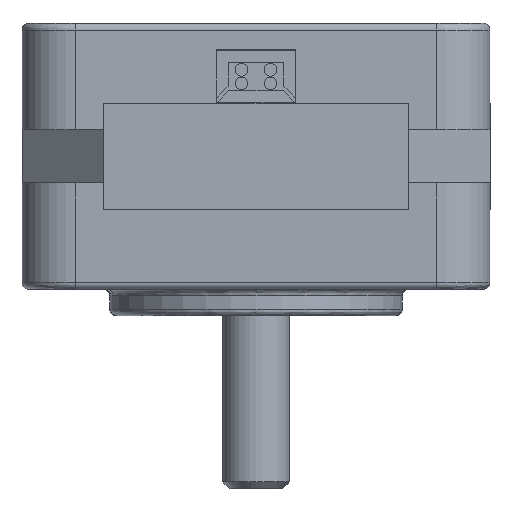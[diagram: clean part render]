
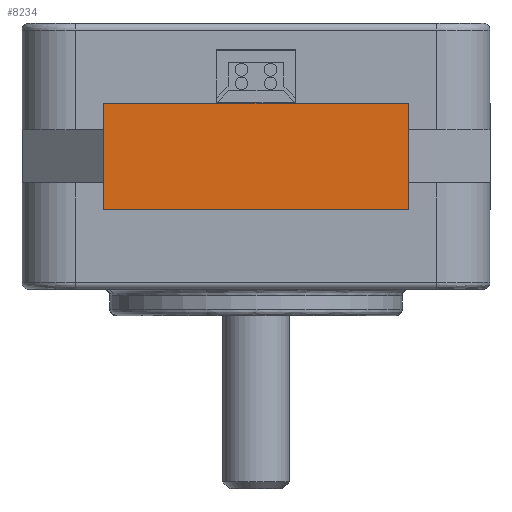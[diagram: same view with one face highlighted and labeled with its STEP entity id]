
A CAD part, front view. The second image highlights one B-rep face of the part: STEP entity #8234.
In plain terms, the highlighted planar face has unit normal (0, -1, 0).
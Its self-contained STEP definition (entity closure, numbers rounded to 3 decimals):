
#110 = EDGE_CURVE ( 'NONE', #10961, #3129, #8102, .T. ) ;
#163 = CARTESIAN_POINT ( 'NONE',  ( -11.441, -17.61, 14. ) ) ;
#1450 = CARTESIAN_POINT ( 'NONE',  ( 11.441, -17.61, 6. ) ) ;
#1835 = LINE ( 'NONE', #10193, #6370 ) ;
#1956 = VERTEX_POINT ( 'NONE', #3025 ) ;
#2143 = EDGE_CURVE ( 'NONE', #10961, #1956, #4466, .T. ) ;
#2615 = DIRECTION ( 'NONE',  ( 0., 0., 1. ) ) ;
#2818 = PLANE ( 'NONE',  #8163 ) ;
#2921 = CARTESIAN_POINT ( 'NONE',  ( 0., -17.61, 6. ) ) ;
#2938 = DIRECTION ( 'NONE',  ( -1., 0., 0. ) ) ;
#3025 = CARTESIAN_POINT ( 'NONE',  ( 11.441, -17.61, 14. ) ) ;
#3129 = VERTEX_POINT ( 'NONE', #9608 ) ;
#3801 = CARTESIAN_POINT ( 'NONE',  ( 0., -17.61, 11. ) ) ;
#3915 = ORIENTED_EDGE ( 'NONE', *, *, #9372, .T. ) ;
#4466 = LINE ( 'NONE', #5340, #8590 ) ;
#4536 = FACE_OUTER_BOUND ( 'NONE', #8243, .T. ) ;
#4752 = DIRECTION ( 'NONE',  ( -1., 0., 0. ) ) ;
#4766 = ORIENTED_EDGE ( 'NONE', *, *, #2143, .T. ) ;
#5238 = ORIENTED_EDGE ( 'NONE', *, *, #6900, .F. ) ;
#5340 = CARTESIAN_POINT ( 'NONE',  ( 11.441, -17.61, 11. ) ) ;
#6370 = VECTOR ( 'NONE', #6804, 1000. ) ;
#6435 = VECTOR ( 'NONE', #7355, 1000. ) ;
#6592 = VERTEX_POINT ( 'NONE', #163 ) ;
#6804 = DIRECTION ( 'NONE',  ( 0., 0., 1. ) ) ;
#6900 = EDGE_CURVE ( 'NONE', #3129, #6592, #1835, .T. ) ;
#7355 = DIRECTION ( 'NONE',  ( -1., 0., 0. ) ) ;
#7596 = ORIENTED_EDGE ( 'NONE', *, *, #110, .F. ) ;
#7832 = VECTOR ( 'NONE', #2938, 1000. ) ;
#8102 = LINE ( 'NONE', #2921, #7832 ) ;
#8163 = AXIS2_PLACEMENT_3D ( 'NONE', #3801, #10008, #4752 ) ;
#8234 = ADVANCED_FACE ( 'NONE', ( #4536 ), #2818, .F. ) ;
#8243 = EDGE_LOOP ( 'NONE', ( #4766, #3915, #5238, #7596 ) ) ;
#8590 = VECTOR ( 'NONE', #2615, 1000. ) ;
#9096 = CARTESIAN_POINT ( 'NONE',  ( 0., -17.61, 14. ) ) ;
#9372 = EDGE_CURVE ( 'NONE', #1956, #6592, #10817, .T. ) ;
#9608 = CARTESIAN_POINT ( 'NONE',  ( -11.441, -17.61, 6. ) ) ;
#10008 = DIRECTION ( 'NONE',  ( 0., 1., 0. ) ) ;
#10193 = CARTESIAN_POINT ( 'NONE',  ( -11.441, -17.61, 11. ) ) ;
#10817 = LINE ( 'NONE', #9096, #6435 ) ;
#10961 = VERTEX_POINT ( 'NONE', #1450 ) ;
